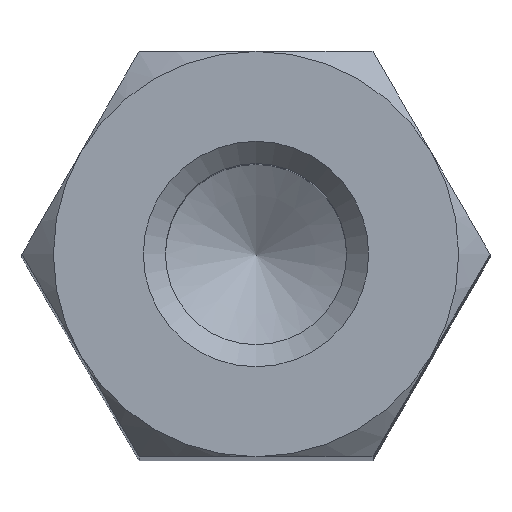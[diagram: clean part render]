
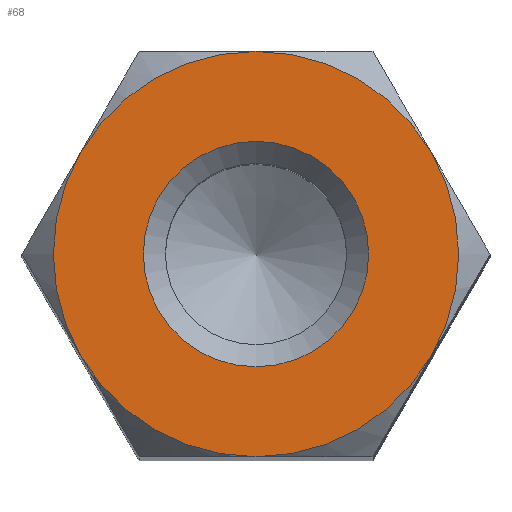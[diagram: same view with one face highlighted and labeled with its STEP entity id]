
A CAD part, top view. The second image highlights one B-rep face of the part: STEP entity #68.
In plain terms, the highlighted planar face has unit normal (0, 0, 1).
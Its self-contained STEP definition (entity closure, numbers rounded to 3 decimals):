
#68 = ADVANCED_FACE( '', ( #152, #153 ), #154, .F. );
#152 = FACE_BOUND( '', #253, .T. );
#153 = FACE_OUTER_BOUND( '', #254, .T. );
#154 = PLANE( '', #255 );
#253 = EDGE_LOOP( '', ( #374 ) );
#254 = EDGE_LOOP( '', ( #375, #376, #377, #378, #379, #380 ) );
#255 = AXIS2_PLACEMENT_3D( '', #381, #382, #383 );
#374 = ORIENTED_EDGE( '', *, *, #563, .T. );
#375 = ORIENTED_EDGE( '', *, *, #564, .T. );
#376 = ORIENTED_EDGE( '', *, *, #565, .T. );
#377 = ORIENTED_EDGE( '', *, *, #544, .T. );
#378 = ORIENTED_EDGE( '', *, *, #566, .T. );
#379 = ORIENTED_EDGE( '', *, *, #567, .T. );
#380 = ORIENTED_EDGE( '', *, *, #535, .T. );
#381 = CARTESIAN_POINT( '', ( 0., 0., 15. ) );
#382 = DIRECTION( '', ( 0., 0., -1. ) );
#383 = DIRECTION( '', ( -1., 0., 0. ) );
#535 = EDGE_CURVE( '', #615, #616, #617, .T. );
#544 = EDGE_CURVE( '', #632, #629, #633, .F. );
#563 = EDGE_CURVE( '', #661, #661, #662, .T. );
#564 = EDGE_CURVE( '', #616, #663, #664, .F. );
#565 = EDGE_CURVE( '', #663, #632, #665, .F. );
#566 = EDGE_CURVE( '', #629, #666, #667, .F. );
#567 = EDGE_CURVE( '', #666, #615, #668, .F. );
#615 = VERTEX_POINT( '', #725 );
#616 = VERTEX_POINT( '', #726 );
#617 = CIRCLE( '', #727, 2.75 );
#629 = VERTEX_POINT( '', #763 );
#632 = VERTEX_POINT( '', #771 );
#633 = CIRCLE( '', #772, 2.75 );
#661 = VERTEX_POINT( '', #833 );
#662 = CIRCLE( '', #834, 1.53 );
#663 = VERTEX_POINT( '', #835 );
#664 = CIRCLE( '', #836, 2.75 );
#665 = CIRCLE( '', #837, 2.75 );
#666 = VERTEX_POINT( '', #838 );
#667 = CIRCLE( '', #839, 2.75 );
#668 = CIRCLE( '', #840, 2.75 );
#725 = CARTESIAN_POINT( '', ( 0., 2.75, 15. ) );
#726 = CARTESIAN_POINT( '', ( -2.382, 1.375, 15. ) );
#727 = AXIS2_PLACEMENT_3D( '', #992, #993, #994 );
#763 = CARTESIAN_POINT( '', ( 2.382, -1.375, 15. ) );
#771 = CARTESIAN_POINT( '', ( 0., -2.75, 15. ) );
#772 = AXIS2_PLACEMENT_3D( '', #998, #999, #1000 );
#833 = CARTESIAN_POINT( '', ( 0., 1.53, 15. ) );
#834 = AXIS2_PLACEMENT_3D( '', #1022, #1023, #1024 );
#835 = CARTESIAN_POINT( '', ( -2.382, -1.375, 15. ) );
#836 = AXIS2_PLACEMENT_3D( '', #1025, #1026, #1027 );
#837 = AXIS2_PLACEMENT_3D( '', #1028, #1029, #1030 );
#838 = CARTESIAN_POINT( '', ( 2.382, 1.375, 15. ) );
#839 = AXIS2_PLACEMENT_3D( '', #1031, #1032, #1033 );
#840 = AXIS2_PLACEMENT_3D( '', #1034, #1035, #1036 );
#992 = CARTESIAN_POINT( '', ( 0., 0., 15. ) );
#993 = DIRECTION( '', ( 0., 0., 1. ) );
#994 = DIRECTION( '', ( 1., 0., 0. ) );
#998 = CARTESIAN_POINT( '', ( 0., 0., 15. ) );
#999 = DIRECTION( '', ( 0., 0., -1. ) );
#1000 = DIRECTION( '', ( -1., 0., 0. ) );
#1022 = CARTESIAN_POINT( '', ( 0., 0., 15. ) );
#1023 = DIRECTION( '', ( 0., 0., -1. ) );
#1024 = DIRECTION( '', ( 0., 1., 0. ) );
#1025 = CARTESIAN_POINT( '', ( 0., 0., 15. ) );
#1026 = DIRECTION( '', ( 0., 0., -1. ) );
#1027 = DIRECTION( '', ( -1., 0., 0. ) );
#1028 = CARTESIAN_POINT( '', ( 0., 0., 15. ) );
#1029 = DIRECTION( '', ( 0., 0., -1. ) );
#1030 = DIRECTION( '', ( -1., 0., 0. ) );
#1031 = CARTESIAN_POINT( '', ( 0., 0., 15. ) );
#1032 = DIRECTION( '', ( 0., 0., -1. ) );
#1033 = DIRECTION( '', ( -1., 0., 0. ) );
#1034 = CARTESIAN_POINT( '', ( 0., 0., 15. ) );
#1035 = DIRECTION( '', ( 0., 0., -1. ) );
#1036 = DIRECTION( '', ( -1., 0., 0. ) );
